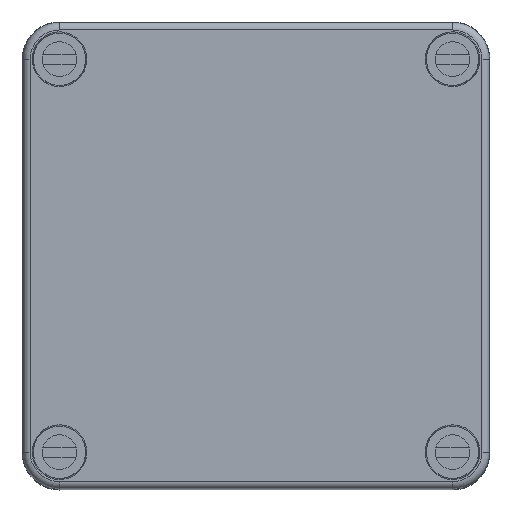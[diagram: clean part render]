
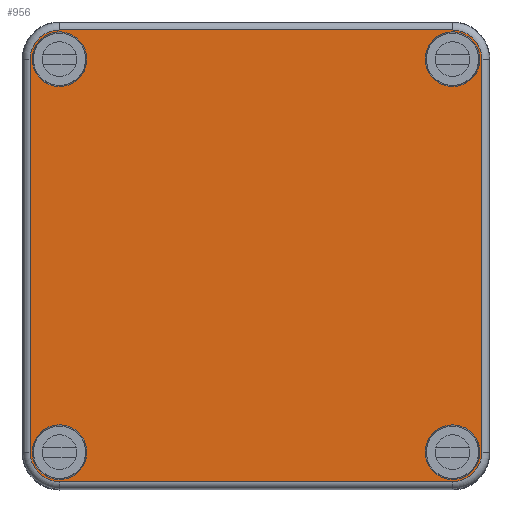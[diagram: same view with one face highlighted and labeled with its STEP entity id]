
A CAD part, top view. The second image highlights one B-rep face of the part: STEP entity #956.
In plain terms, the highlighted planar face has unit normal (0, 0, 1).
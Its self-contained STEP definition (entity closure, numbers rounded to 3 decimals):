
#956 = ADVANCED_FACE( '', ( #2294, #2295, #2296, #2297, #2298 ), #2299, .F. );
#2294 = FACE_BOUND( '', #4133, .T. );
#2295 = FACE_BOUND( '', #4134, .T. );
#2296 = FACE_BOUND( '', #4135, .T. );
#2297 = FACE_BOUND( '', #4136, .T. );
#2298 = FACE_OUTER_BOUND( '', #4137, .T. );
#2299 = PLANE( '', #4138 );
#4133 = EDGE_LOOP( '', ( #6762 ) );
#4134 = EDGE_LOOP( '', ( #6763 ) );
#4135 = EDGE_LOOP( '', ( #6764 ) );
#4136 = EDGE_LOOP( '', ( #6765 ) );
#4137 = EDGE_LOOP( '', ( #6766, #6767, #6768, #6769, #6770, #6771, #6772, #6773 ) );
#4138 = AXIS2_PLACEMENT_3D( '', #6774, #6775, #6776 );
#6762 = ORIENTED_EDGE( '', *, *, #11149, .T. );
#6763 = ORIENTED_EDGE( '', *, *, #11150, .T. );
#6764 = ORIENTED_EDGE( '', *, *, #11151, .T. );
#6765 = ORIENTED_EDGE( '', *, *, #11152, .T. );
#6766 = ORIENTED_EDGE( '', *, *, #10534, .T. );
#6767 = ORIENTED_EDGE( '', *, *, #11153, .F. );
#6768 = ORIENTED_EDGE( '', *, *, #11154, .F. );
#6769 = ORIENTED_EDGE( '', *, *, #10982, .T. );
#6770 = ORIENTED_EDGE( '', *, *, #11155, .F. );
#6771 = ORIENTED_EDGE( '', *, *, #11055, .T. );
#6772 = ORIENTED_EDGE( '', *, *, #11022, .T. );
#6773 = ORIENTED_EDGE( '', *, *, #10963, .F. );
#6774 = CARTESIAN_POINT( '', ( -45.382, 39.5, 15. ) );
#6775 = DIRECTION( '', ( 0., 0., -1. ) );
#6776 = DIRECTION( '', ( -1., 0., 0. ) );
#10534 = EDGE_CURVE( '', #12527, #12528, #12529, .T. );
#10963 = EDGE_CURVE( '', #12527, #13260, #13263, .T. );
#10982 = EDGE_CURVE( '', #13292, #13290, #13293, .T. );
#11022 = EDGE_CURVE( '', #13357, #13260, #13358, .T. );
#11055 = EDGE_CURVE( '', #13410, #13357, #13411, .T. );
#11149 = EDGE_CURVE( '', #13558, #13558, #13559, .T. );
#11150 = EDGE_CURVE( '', #13560, #13560, #13561, .T. );
#11151 = EDGE_CURVE( '', #13562, #13562, #13563, .T. );
#11152 = EDGE_CURVE( '', #13564, #13564, #13565, .T. );
#11153 = EDGE_CURVE( '', #13566, #12528, #13567, .T. );
#11154 = EDGE_CURVE( '', #13292, #13566, #13568, .T. );
#11155 = EDGE_CURVE( '', #13410, #13290, #13569, .T. );
#12527 = VERTEX_POINT( '', #15411 );
#12528 = VERTEX_POINT( '', #15412 );
#12529 = CIRCLE( '', #15413, 5.882 );
#13260 = VERTEX_POINT( '', #16354 );
#13263 = LINE( '', #16358, #16359 );
#13290 = VERTEX_POINT( '', #16395 );
#13292 = VERTEX_POINT( '', #16397 );
#13293 = LINE( '', #16398, #16399 );
#13357 = VERTEX_POINT( '', #16480 );
#13358 = CIRCLE( '', #16481, 5.882 );
#13410 = VERTEX_POINT( '', #16547 );
#13411 = LINE( '', #16548, #16549 );
#13558 = VERTEX_POINT( '', #16747 );
#13559 = CIRCLE( '', #16748, 5.5 );
#13560 = VERTEX_POINT( '', #16749 );
#13561 = CIRCLE( '', #16750, 5.5 );
#13562 = VERTEX_POINT( '', #16751 );
#13563 = CIRCLE( '', #16752, 5.5 );
#13564 = VERTEX_POINT( '', #16753 );
#13565 = CIRCLE( '', #16754, 5.5 );
#13566 = VERTEX_POINT( '', #16755 );
#13567 = LINE( '', #16756, #16757 );
#13568 = CIRCLE( '', #16758, 5.882 );
#13569 = CIRCLE( '', #16759, 5.882 );
#15411 = CARTESIAN_POINT( '', ( 39.5, -45.382, 15. ) );
#15412 = CARTESIAN_POINT( '', ( 45.382, -39.5, 15. ) );
#15413 = AXIS2_PLACEMENT_3D( '', #19032, #19033, #19034 );
#16354 = CARTESIAN_POINT( '', ( -39.5, -45.382, 15. ) );
#16358 = CARTESIAN_POINT( '', ( 39.5, -45.382, 15. ) );
#16359 = VECTOR( '', #19678, 1000. );
#16395 = CARTESIAN_POINT( '', ( -39.5, 45.382, 15. ) );
#16397 = CARTESIAN_POINT( '', ( 39.5, 45.382, 15. ) );
#16398 = CARTESIAN_POINT( '', ( 39.5, 45.382, 15. ) );
#16399 = VECTOR( '', #19700, 1000. );
#16480 = CARTESIAN_POINT( '', ( -45.382, -39.5, 15. ) );
#16481 = AXIS2_PLACEMENT_3D( '', #19754, #19755, #19756 );
#16547 = CARTESIAN_POINT( '', ( -45.382, 39.5, 15. ) );
#16548 = CARTESIAN_POINT( '', ( -45.382, 39.5, 15. ) );
#16549 = VECTOR( '', #19798, 1000. );
#16747 = CARTESIAN_POINT( '', ( -45., -39.5, 15. ) );
#16748 = AXIS2_PLACEMENT_3D( '', #19922, #19923, #19924 );
#16749 = CARTESIAN_POINT( '', ( -45., 39.5, 15. ) );
#16750 = AXIS2_PLACEMENT_3D( '', #19925, #19926, #19927 );
#16751 = CARTESIAN_POINT( '', ( 34., -39.5, 15. ) );
#16752 = AXIS2_PLACEMENT_3D( '', #19928, #19929, #19930 );
#16753 = CARTESIAN_POINT( '', ( 34., 39.5, 15. ) );
#16754 = AXIS2_PLACEMENT_3D( '', #19931, #19932, #19933 );
#16755 = CARTESIAN_POINT( '', ( 45.382, 39.5, 15. ) );
#16756 = CARTESIAN_POINT( '', ( 45.382, 39.5, 15. ) );
#16757 = VECTOR( '', #19934, 1000. );
#16758 = AXIS2_PLACEMENT_3D( '', #19935, #19936, #19937 );
#16759 = AXIS2_PLACEMENT_3D( '', #19938, #19939, #19940 );
#19032 = CARTESIAN_POINT( '', ( 39.5, -39.5, 15. ) );
#19033 = DIRECTION( '', ( 0., 0., 1. ) );
#19034 = DIRECTION( '', ( 1., 0., 0. ) );
#19678 = DIRECTION( '', ( -1., 0., 0. ) );
#19700 = DIRECTION( '', ( -1., 0., 0. ) );
#19754 = CARTESIAN_POINT( '', ( -39.5, -39.5, 15. ) );
#19755 = DIRECTION( '', ( 0., 0., 1. ) );
#19756 = DIRECTION( '', ( 1., 0., 0. ) );
#19798 = DIRECTION( '', ( 0., -1., 0. ) );
#19922 = CARTESIAN_POINT( '', ( -39.5, -39.5, 15. ) );
#19923 = DIRECTION( '', ( 0., 0., -1. ) );
#19924 = DIRECTION( '', ( -1., 0., 0. ) );
#19925 = CARTESIAN_POINT( '', ( -39.5, 39.5, 15. ) );
#19926 = DIRECTION( '', ( 0., 0., -1. ) );
#19927 = DIRECTION( '', ( -1., 0., 0. ) );
#19928 = CARTESIAN_POINT( '', ( 39.5, -39.5, 15. ) );
#19929 = DIRECTION( '', ( 0., 0., -1. ) );
#19930 = DIRECTION( '', ( -1., 0., 0. ) );
#19931 = CARTESIAN_POINT( '', ( 39.5, 39.5, 15. ) );
#19932 = DIRECTION( '', ( 0., 0., -1. ) );
#19933 = DIRECTION( '', ( -1., 0., 0. ) );
#19934 = DIRECTION( '', ( 0., -1., 0. ) );
#19935 = CARTESIAN_POINT( '', ( 39.5, 39.5, 15. ) );
#19936 = DIRECTION( '', ( 0., 0., -1. ) );
#19937 = DIRECTION( '', ( -1., 0., 0. ) );
#19938 = CARTESIAN_POINT( '', ( -39.5, 39.5, 15. ) );
#19939 = DIRECTION( '', ( 0., 0., -1. ) );
#19940 = DIRECTION( '', ( -1., 0., 0. ) );
